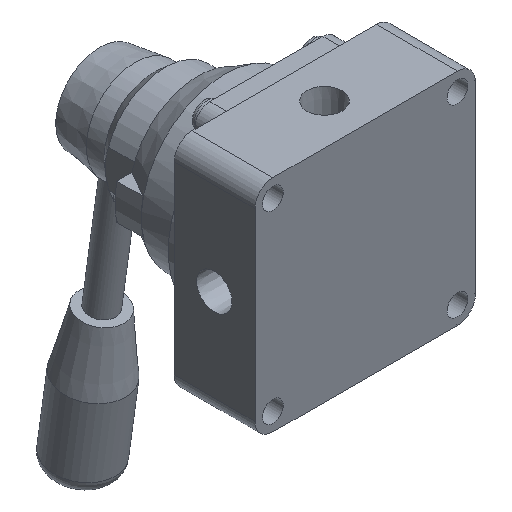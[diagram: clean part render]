
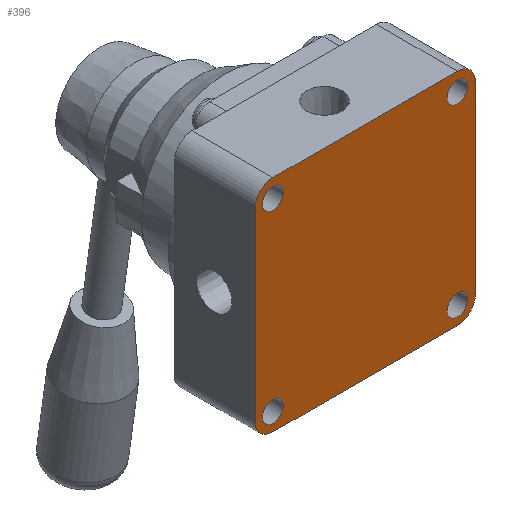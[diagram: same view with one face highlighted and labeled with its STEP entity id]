
A CAD part, isometric view. The second image highlights one B-rep face of the part: STEP entity #396.
In plain terms, the highlighted planar face has unit normal (0, -1, 0).
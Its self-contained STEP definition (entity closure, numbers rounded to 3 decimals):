
#396 = ADVANCED_FACE( '', ( #837, #838, #839, #840, #841 ), #842, .F. );
#837 = FACE_BOUND( '', #1276, .T. );
#838 = FACE_BOUND( '', #1277, .T. );
#839 = FACE_BOUND( '', #1278, .T. );
#840 = FACE_BOUND( '', #1279, .T. );
#841 = FACE_OUTER_BOUND( '', #1280, .T. );
#842 = PLANE( '', #1281 );
#1276 = EDGE_LOOP( '', ( #2319 ) );
#1277 = EDGE_LOOP( '', ( #2320 ) );
#1278 = EDGE_LOOP( '', ( #2321 ) );
#1279 = EDGE_LOOP( '', ( #2322 ) );
#1280 = EDGE_LOOP( '', ( #2323, #2324, #2325, #2326, #2327, #2328, #2329, #2330 ) );
#1281 = AXIS2_PLACEMENT_3D( '', #2331, #2332, #2333 );
#2319 = ORIENTED_EDGE( '', *, *, #2713, .T. );
#2320 = ORIENTED_EDGE( '', *, *, #2380, .T. );
#2321 = ORIENTED_EDGE( '', *, *, #2609, .T. );
#2322 = ORIENTED_EDGE( '', *, *, #2514, .T. );
#2323 = ORIENTED_EDGE( '', *, *, #2731, .F. );
#2324 = ORIENTED_EDGE( '', *, *, #2736, .F. );
#2325 = ORIENTED_EDGE( '', *, *, #2437, .F. );
#2326 = ORIENTED_EDGE( '', *, *, #2702, .F. );
#2327 = ORIENTED_EDGE( '', *, *, #2468, .F. );
#2328 = ORIENTED_EDGE( '', *, *, #2687, .F. );
#2329 = ORIENTED_EDGE( '', *, *, #2725, .F. );
#2330 = ORIENTED_EDGE( '', *, *, #2369, .F. );
#2331 = CARTESIAN_POINT( '', ( -31., 0., -31. ) );
#2332 = DIRECTION( '', ( 0., 1., 0. ) );
#2333 = DIRECTION( '', ( 0., 0., 1. ) );
#2369 = EDGE_CURVE( '', #2790, #2791, #2792, .T. );
#2380 = EDGE_CURVE( '', #2810, #2810, #2811, .T. );
#2437 = EDGE_CURVE( '', #2913, #2914, #2915, .T. );
#2468 = EDGE_CURVE( '', #2965, #2966, #2967, .T. );
#2514 = EDGE_CURVE( '', #3043, #3043, #3044, .T. );
#2609 = EDGE_CURVE( '', #3184, #3184, #3185, .T. );
#2687 = EDGE_CURVE( '', #3283, #2965, #3284, .T. );
#2702 = EDGE_CURVE( '', #2966, #2913, #3302, .T. );
#2713 = EDGE_CURVE( '', #3313, #3313, #3314, .T. );
#2725 = EDGE_CURVE( '', #2791, #3283, #3326, .T. );
#2731 = EDGE_CURVE( '', #3332, #2790, #3333, .T. );
#2736 = EDGE_CURVE( '', #2914, #3332, #3338, .T. );
#2790 = VERTEX_POINT( '', #3408 );
#2791 = VERTEX_POINT( '', #3409 );
#2792 = LINE( '', #3410, #3411 );
#2810 = VERTEX_POINT( '', #3436 );
#2811 = CIRCLE( '', #3437, 3.5 );
#2913 = VERTEX_POINT( '', #3571 );
#2914 = VERTEX_POINT( '', #3572 );
#2915 = CIRCLE( '', #3573, 6. );
#2965 = VERTEX_POINT( '', #3726 );
#2966 = VERTEX_POINT( '', #3727 );
#2967 = CIRCLE( '', #3728, 6. );
#3043 = VERTEX_POINT( '', #3830 );
#3044 = CIRCLE( '', #3831, 3.5 );
#3184 = VERTEX_POINT( '', #4027 );
#3185 = CIRCLE( '', #4028, 3.5 );
#3283 = VERTEX_POINT( '', #4169 );
#3284 = LINE( '', #4170, #4171 );
#3302 = LINE( '', #4195, #4196 );
#3313 = VERTEX_POINT( '', #4212 );
#3314 = CIRCLE( '', #4213, 3.5 );
#3326 = CIRCLE( '', #4229, 6. );
#3332 = VERTEX_POINT( '', #4235 );
#3333 = CIRCLE( '', #4236, 6. );
#3338 = LINE( '', #4242, #4243 );
#3408 = CARTESIAN_POINT( '', ( -37., 0., -31. ) );
#3409 = CARTESIAN_POINT( '', ( -37., 0., 31. ) );
#3410 = CARTESIAN_POINT( '', ( -37., 0., -31. ) );
#3411 = VECTOR( '', #4280, 1000. );
#3436 = CARTESIAN_POINT( '', ( -27.5, 0., -31. ) );
#3437 = AXIS2_PLACEMENT_3D( '', #4291, #4292, #4293 );
#3571 = CARTESIAN_POINT( '', ( 37., 0., -31. ) );
#3572 = CARTESIAN_POINT( '', ( 31., 0., -37. ) );
#3573 = AXIS2_PLACEMENT_3D( '', #4371, #4372, #4373 );
#3726 = CARTESIAN_POINT( '', ( 31., 0., 37. ) );
#3727 = CARTESIAN_POINT( '', ( 37., 0., 31. ) );
#3728 = AXIS2_PLACEMENT_3D( '', #4411, #4412, #4413 );
#3830 = CARTESIAN_POINT( '', ( 34.5, 0., 31. ) );
#3831 = AXIS2_PLACEMENT_3D( '', #4479, #4480, #4481 );
#4027 = CARTESIAN_POINT( '', ( 34.5, 0., -31. ) );
#4028 = AXIS2_PLACEMENT_3D( '', #4577, #4578, #4579 );
#4169 = CARTESIAN_POINT( '', ( -31., 0., 37. ) );
#4170 = CARTESIAN_POINT( '', ( -31., 0., 37. ) );
#4171 = VECTOR( '', #4641, 1000. );
#4195 = CARTESIAN_POINT( '', ( 37., 0., 31. ) );
#4196 = VECTOR( '', #4651, 1000. );
#4212 = CARTESIAN_POINT( '', ( -27.5, 0., 31. ) );
#4213 = AXIS2_PLACEMENT_3D( '', #4654, #4655, #4656 );
#4229 = AXIS2_PLACEMENT_3D( '', #4661, #4662, #4663 );
#4235 = CARTESIAN_POINT( '', ( -31., 0., -37. ) );
#4236 = AXIS2_PLACEMENT_3D( '', #4664, #4665, #4666 );
#4242 = CARTESIAN_POINT( '', ( 31., 0., -37. ) );
#4243 = VECTOR( '', #4668, 1000. );
#4280 = DIRECTION( '', ( 0., 0., 1. ) );
#4291 = CARTESIAN_POINT( '', ( -31., 0., -31. ) );
#4292 = DIRECTION( '', ( 0., 1., 0. ) );
#4293 = DIRECTION( '', ( 1., 0., 0. ) );
#4371 = CARTESIAN_POINT( '', ( 31., 0., -31. ) );
#4372 = DIRECTION( '', ( 0., 1., 0. ) );
#4373 = DIRECTION( '', ( 1., 0., 0. ) );
#4411 = CARTESIAN_POINT( '', ( 31., 0., 31. ) );
#4412 = DIRECTION( '', ( 0., 1., 0. ) );
#4413 = DIRECTION( '', ( 1., 0., 0. ) );
#4479 = CARTESIAN_POINT( '', ( 31., 0., 31. ) );
#4480 = DIRECTION( '', ( 0., 1., 0. ) );
#4481 = DIRECTION( '', ( 1., 0., 0. ) );
#4577 = CARTESIAN_POINT( '', ( 31., 0., -31. ) );
#4578 = DIRECTION( '', ( 0., 1., 0. ) );
#4579 = DIRECTION( '', ( 1., 0., 0. ) );
#4641 = DIRECTION( '', ( 1., 0., 0. ) );
#4651 = DIRECTION( '', ( 0., 0., -1. ) );
#4654 = CARTESIAN_POINT( '', ( -31., 0., 31. ) );
#4655 = DIRECTION( '', ( 0., 1., 0. ) );
#4656 = DIRECTION( '', ( 1., 0., 0. ) );
#4661 = CARTESIAN_POINT( '', ( -31., 0., 31. ) );
#4662 = DIRECTION( '', ( 0., 1., 0. ) );
#4663 = DIRECTION( '', ( 1., 0., 0. ) );
#4664 = CARTESIAN_POINT( '', ( -31., 0., -31. ) );
#4665 = DIRECTION( '', ( 0., 1., 0. ) );
#4666 = DIRECTION( '', ( 1., 0., 0. ) );
#4668 = DIRECTION( '', ( -1., 0., 0. ) );
